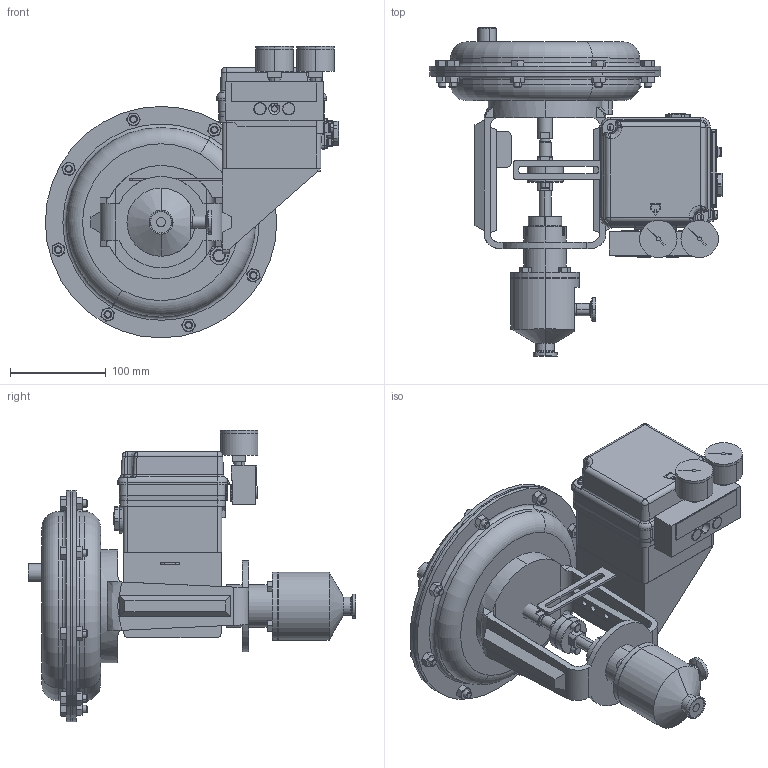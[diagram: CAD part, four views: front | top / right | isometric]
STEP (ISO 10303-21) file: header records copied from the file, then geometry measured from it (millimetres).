
FILE_DESCRIPTION (( 'STEP AP203' ), '1' );
FILE_NAME ('978ESP-050-JD-35M-16IP.STEP', '2017-06-12T13:08:38', ( '' ), ( '' ), 'SwSTEP 2.0', 'SolidWorks 2014', '' );
FILE_SCHEMA (( 'CONFIG_CONTROL_DESIGN' ));
Length unit declared in the file: inch
Products named in the file (2): 978ESP-050-JD-35M-16IP
Bounding box: 305.89 x 342 x 304.2 mm (x, y, z)
Volume: 4311901.6 mm3; surface area: 764542.7 mm2
Topology: 80 solids, 81 shells, 2707 faces, 6484 edges, 3923 vertices
Faces by surface type: plane 1121, cylinder 693, cone 480, bspline 373, torus 40
Entity records: 94304 total; most frequent: CARTESIAN_POINT 35562, ORIENTED_EDGE 12800, DIRECTION 11254, EDGE_CURVE 6400, AXIS2_PLACEMENT_3D 4178, VERTEX_POINT 3923, VECTOR 2898, LINE 2898
